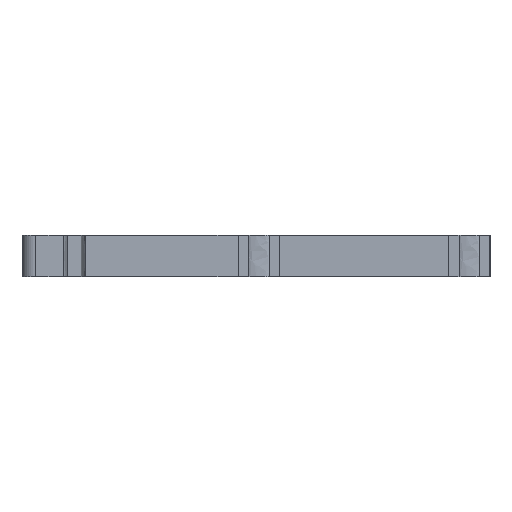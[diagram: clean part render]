
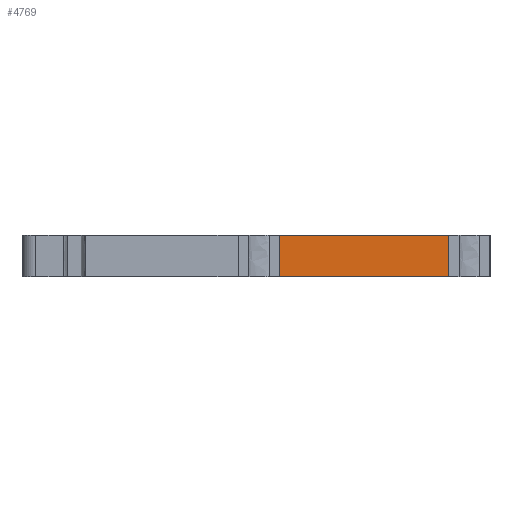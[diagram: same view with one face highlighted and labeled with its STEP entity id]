
A CAD part, left-side view. The second image highlights one B-rep face of the part: STEP entity #4769.
In plain terms, the highlighted planar face has unit normal (-1, 0, 0).
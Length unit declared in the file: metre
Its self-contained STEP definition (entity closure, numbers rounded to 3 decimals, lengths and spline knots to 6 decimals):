
#1365=ORIENTED_EDGE('',*,*,#1786,.F.);
#1366=ORIENTED_EDGE('',*,*,#2225,.F.);
#1367=ORIENTED_EDGE('',*,*,#1925,.T.);
#1368=ORIENTED_EDGE('',*,*,#2224,.T.);
#1786=EDGE_CURVE('',#2466,#2467,#2862,.T.);
#1925=EDGE_CURVE('',#2588,#2587,#2966,.T.);
#2224=EDGE_CURVE('',#2587,#2467,#3228,.T.);
#2225=EDGE_CURVE('',#2588,#2466,#3229,.T.);
#2466=VERTEX_POINT('',#6796);
#2467=VERTEX_POINT('',#6798);
#2587=VERTEX_POINT('',#7090);
#2588=VERTEX_POINT('',#7092);
#2862=LINE('',#6797,#3400);
#2966=LINE('',#7091,#3504);
#3228=LINE('',#8176,#3766);
#3229=LINE('',#8178,#3767);
#3400=VECTOR('',#5485,1.);
#3504=VECTOR('',#5671,1.);
#3766=VECTOR('',#6229,1.);
#3767=VECTOR('',#6232,1.);
#4056=EDGE_LOOP('',(#1365,#1366,#1367,#1368));
#4366=FACE_BOUND('',#4056,.T.);
#4550=PLANE('',#5119);
#4769=ADVANCED_FACE('',(#4366),#4550,.T.);
#5119=AXIS2_PLACEMENT_3D('',#8177,#6230,#6231);
#5485=DIRECTION('',(0.,1.,0.));
#5671=DIRECTION('',(0.,1.,0.));
#6229=DIRECTION('',(0.,0.,-1.));
#6230=DIRECTION('',(-1.,0.,0.));
#6231=DIRECTION('',(0.,0.,1.));
#6232=DIRECTION('',(0.,0.,-1.));
#6796=CARTESIAN_POINT('',(-0.062,-0.0132,0.));
#6797=CARTESIAN_POINT('',(-0.062,-0.00705,0.));
#6798=CARTESIAN_POINT('',(-0.062,-0.0009,0.));
#7090=CARTESIAN_POINT('',(-0.062,-0.0009,0.003));
#7091=CARTESIAN_POINT('',(-0.062,-0.00705,0.003));
#7092=CARTESIAN_POINT('',(-0.062,-0.0132,0.003));
#8176=CARTESIAN_POINT('',(-0.062,-0.0009,0.003));
#8177=CARTESIAN_POINT('',(-0.062,-0.00705,0.003));
#8178=CARTESIAN_POINT('',(-0.062,-0.0132,0.003));
